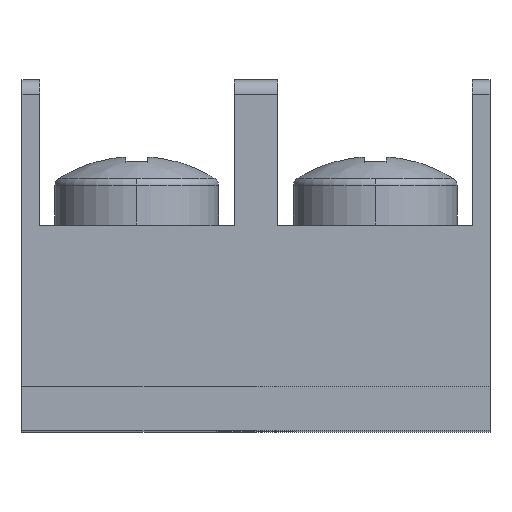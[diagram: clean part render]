
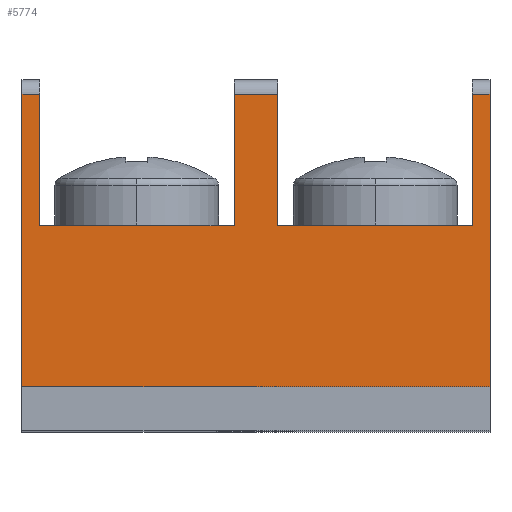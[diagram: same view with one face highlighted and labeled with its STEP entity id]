
A CAD part, top view. The second image highlights one B-rep face of the part: STEP entity #5774.
In plain terms, the highlighted planar face has unit normal (0, 0, 1).
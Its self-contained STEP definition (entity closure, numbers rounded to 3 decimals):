
#27 = LINE ( 'NONE', #6979, #5376 ) ;
#37 = ORIENTED_EDGE ( 'NONE', *, *, #4086, .F. ) ;
#201 = VECTOR ( 'NONE', #7423, 1000. ) ;
#256 = VERTEX_POINT ( 'NONE', #7975 ) ;
#271 = DIRECTION ( 'NONE',  ( 0., 0., -1. ) ) ;
#297 = CARTESIAN_POINT ( 'NONE',  ( -0.75, 10., 6. ) ) ;
#298 = CARTESIAN_POINT ( 'NONE',  ( -8., 5.5, 6. ) ) ;
#312 = CARTESIAN_POINT ( 'NONE',  ( -7.4, 10.5, 6. ) ) ;
#315 = DIRECTION ( 'NONE',  ( 1., 0., 0. ) ) ;
#325 = DIRECTION ( 'NONE',  ( 0., -1., 0. ) ) ;
#601 = LINE ( 'NONE', #2809, #201 ) ;
#618 = AXIS2_PLACEMENT_3D ( 'NONE', #298, #271, #4797 ) ;
#704 = EDGE_CURVE ( 'NONE', #1589, #8179, #2647, .T. ) ;
#866 = LINE ( 'NONE', #7255, #7474 ) ;
#933 = VERTEX_POINT ( 'NONE', #1701 ) ;
#962 = CARTESIAN_POINT ( 'NONE',  ( -0.75, 10., 6. ) ) ;
#1060 = CARTESIAN_POINT ( 'NONE',  ( 8., 10., 6. ) ) ;
#1114 = CARTESIAN_POINT ( 'NONE',  ( -8., 10., 6. ) ) ;
#1219 = CARTESIAN_POINT ( 'NONE',  ( -0.75, 5.5, 6. ) ) ;
#1323 = EDGE_CURVE ( 'NONE', #933, #4063, #1875, .T. ) ;
#1353 = DIRECTION ( 'NONE',  ( 0., -1., 0. ) ) ;
#1498 = CARTESIAN_POINT ( 'NONE',  ( 7.4, 10.5, 6. ) ) ;
#1589 = VERTEX_POINT ( 'NONE', #297 ) ;
#1680 = VECTOR ( 'NONE', #315, 1000. ) ;
#1701 = CARTESIAN_POINT ( 'NONE',  ( 0.75, 5.5, 6. ) ) ;
#1789 = DIRECTION ( 'NONE',  ( 0., -1., 0. ) ) ;
#1814 = LINE ( 'NONE', #8422, #6663 ) ;
#1875 = LINE ( 'NONE', #8217, #1680 ) ;
#1901 = CARTESIAN_POINT ( 'NONE',  ( 7.4, 5.5, 6. ) ) ;
#1950 = ORIENTED_EDGE ( 'NONE', *, *, #3397, .T. ) ;
#1954 = LINE ( 'NONE', #1498, #6472 ) ;
#2464 = EDGE_CURVE ( 'NONE', #5570, #1589, #4549, .T. ) ;
#2588 = EDGE_CURVE ( 'NONE', #4176, #8179, #27, .T. ) ;
#2647 = LINE ( 'NONE', #4267, #7499 ) ;
#2744 = DIRECTION ( 'NONE',  ( -1., 0., 0. ) ) ;
#2809 = CARTESIAN_POINT ( 'NONE',  ( -8., 0., 6. ) ) ;
#2888 = DIRECTION ( 'NONE',  ( 0., -1., 0. ) ) ;
#2911 = EDGE_CURVE ( 'NONE', #256, #4176, #7322, .T. ) ;
#2931 = PLANE ( 'NONE',  #618 ) ;
#2966 = CARTESIAN_POINT ( 'NONE',  ( 0.75, 10., 6. ) ) ;
#2971 = EDGE_LOOP ( 'NONE', ( #7994, #5262, #1950, #4668, #37, #5911, #8072, #6321, #5397, #4493, #4700, #3206 ) ) ;
#3206 = ORIENTED_EDGE ( 'NONE', *, *, #6944, .T. ) ;
#3264 = VECTOR ( 'NONE', #1353, 1000. ) ;
#3357 = LINE ( 'NONE', #6590, #3264 ) ;
#3397 = EDGE_CURVE ( 'NONE', #5332, #4063, #1954, .T. ) ;
#3528 = DIRECTION ( 'NONE',  ( -1., 0., 0. ) ) ;
#3566 = LINE ( 'NONE', #7102, #3772 ) ;
#3772 = VECTOR ( 'NONE', #7801, 1000. ) ;
#3957 = LINE ( 'NONE', #4001, #6639 ) ;
#3996 = EDGE_CURVE ( 'NONE', #4575, #8102, #3566, .T. ) ;
#4001 = CARTESIAN_POINT ( 'NONE',  ( 7.4, 10., 6. ) ) ;
#4063 = VERTEX_POINT ( 'NONE', #1901 ) ;
#4086 = EDGE_CURVE ( 'NONE', #5570, #933, #1814, .T. ) ;
#4151 = EDGE_CURVE ( 'NONE', #5931, #6919, #3357, .T. ) ;
#4176 = VERTEX_POINT ( 'NONE', #7246 ) ;
#4267 = CARTESIAN_POINT ( 'NONE',  ( -0.75, 10.5, 6. ) ) ;
#4493 = ORIENTED_EDGE ( 'NONE', *, *, #5335, .T. ) ;
#4549 = LINE ( 'NONE', #962, #5792 ) ;
#4575 = VERTEX_POINT ( 'NONE', #1114 ) ;
#4668 = ORIENTED_EDGE ( 'NONE', *, *, #1323, .F. ) ;
#4700 = ORIENTED_EDGE ( 'NONE', *, *, #3996, .T. ) ;
#4797 = DIRECTION ( 'NONE',  ( -1., 0., 0. ) ) ;
#5169 = VECTOR ( 'NONE', #2888, 1000. ) ;
#5170 = FACE_OUTER_BOUND ( 'NONE', #2971, .T. ) ;
#5262 = ORIENTED_EDGE ( 'NONE', *, *, #5346, .T. ) ;
#5332 = VERTEX_POINT ( 'NONE', #8031 ) ;
#5335 = EDGE_CURVE ( 'NONE', #256, #4575, #866, .T. ) ;
#5346 = EDGE_CURVE ( 'NONE', #5931, #5332, #3957, .T. ) ;
#5376 = VECTOR ( 'NONE', #7732, 1000. ) ;
#5397 = ORIENTED_EDGE ( 'NONE', *, *, #2911, .F. ) ;
#5570 = VERTEX_POINT ( 'NONE', #2966 ) ;
#5774 = ADVANCED_FACE ( 'NONE', ( #5170 ), #2931, .F. ) ;
#5792 = VECTOR ( 'NONE', #3528, 1000. ) ;
#5911 = ORIENTED_EDGE ( 'NONE', *, *, #2464, .T. ) ;
#5931 = VERTEX_POINT ( 'NONE', #1060 ) ;
#6101 = DIRECTION ( 'NONE',  ( 0., -1., 0. ) ) ;
#6321 = ORIENTED_EDGE ( 'NONE', *, *, #2588, .F. ) ;
#6472 = VECTOR ( 'NONE', #6101, 1000. ) ;
#6590 = CARTESIAN_POINT ( 'NONE',  ( 8., 5.5, 6. ) ) ;
#6639 = VECTOR ( 'NONE', #7381, 1000. ) ;
#6663 = VECTOR ( 'NONE', #1789, 1000. ) ;
#6919 = VERTEX_POINT ( 'NONE', #8060 ) ;
#6944 = EDGE_CURVE ( 'NONE', #8102, #6919, #601, .T. ) ;
#6979 = CARTESIAN_POINT ( 'NONE',  ( -8., 5.5, 6. ) ) ;
#7102 = CARTESIAN_POINT ( 'NONE',  ( -8., 5.5, 6. ) ) ;
#7246 = CARTESIAN_POINT ( 'NONE',  ( -7.4, 5.5, 6. ) ) ;
#7255 = CARTESIAN_POINT ( 'NONE',  ( -8., 10., 6. ) ) ;
#7322 = LINE ( 'NONE', #312, #5169 ) ;
#7381 = DIRECTION ( 'NONE',  ( -1., 0., 0. ) ) ;
#7423 = DIRECTION ( 'NONE',  ( 1., 0., 0. ) ) ;
#7474 = VECTOR ( 'NONE', #2744, 1000. ) ;
#7499 = VECTOR ( 'NONE', #325, 1000. ) ;
#7732 = DIRECTION ( 'NONE',  ( 1., 0., 0. ) ) ;
#7785 = CARTESIAN_POINT ( 'NONE',  ( -8., 0., 6. ) ) ;
#7801 = DIRECTION ( 'NONE',  ( 0., -1., 0. ) ) ;
#7975 = CARTESIAN_POINT ( 'NONE',  ( -7.4, 10., 6. ) ) ;
#7994 = ORIENTED_EDGE ( 'NONE', *, *, #4151, .F. ) ;
#8031 = CARTESIAN_POINT ( 'NONE',  ( 7.4, 10., 6. ) ) ;
#8060 = CARTESIAN_POINT ( 'NONE',  ( 8., 0., 6. ) ) ;
#8072 = ORIENTED_EDGE ( 'NONE', *, *, #704, .T. ) ;
#8102 = VERTEX_POINT ( 'NONE', #7785 ) ;
#8179 = VERTEX_POINT ( 'NONE', #1219 ) ;
#8217 = CARTESIAN_POINT ( 'NONE',  ( -8., 5.5, 6. ) ) ;
#8422 = CARTESIAN_POINT ( 'NONE',  ( 0.75, 10.5, 6. ) ) ;
